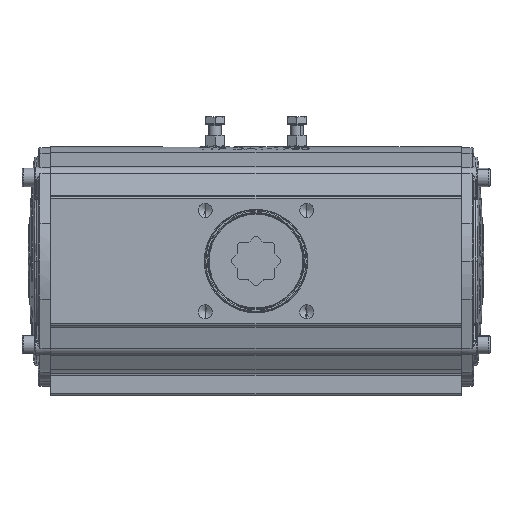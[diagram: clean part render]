
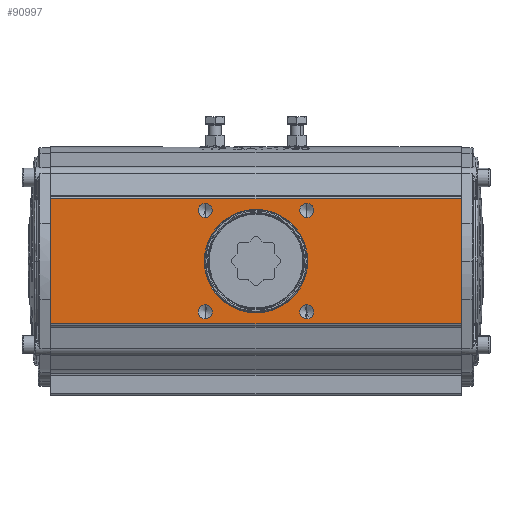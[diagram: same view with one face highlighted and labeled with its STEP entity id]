
A CAD part, front view. The second image highlights one B-rep face of the part: STEP entity #90997.
In plain terms, the highlighted planar face has unit normal (0, -1, 0).
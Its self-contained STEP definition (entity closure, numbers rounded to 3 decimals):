
#2507 = LINE ( 'NONE', #164015, #209078 ) ;
#8239 = FACE_BOUND ( 'NONE', #209948, .T. ) ;
#10497 = FACE_BOUND ( 'NONE', #171233, .T. ) ;
#11057 = ORIENTED_EDGE ( 'NONE', *, *, #160634, .T. ) ;
#13443 = DIRECTION ( 'NONE',  ( 0., 1., 0. ) ) ;
#17361 = VERTEX_POINT ( 'NONE', #135614 ) ;
#17381 = CIRCLE ( 'NONE', #173263, 6.917 ) ;
#21413 = CARTESIAN_POINT ( 'NONE',  ( 49.497, -130., 49.497 ) ) ;
#22051 = CARTESIAN_POINT ( 'NONE',  ( -200.5, -130., 113.925 ) ) ;
#22125 = DIRECTION ( 'NONE',  ( 0., 1., 0. ) ) ;
#26436 = CARTESIAN_POINT ( 'NONE',  ( 49.497, -130., -49.497 ) ) ;
#29971 = CIRCLE ( 'NONE', #134224, 6.917 ) ;
#31959 = EDGE_CURVE ( 'NONE', #116518, #132863, #39278, .T. ) ;
#35014 = CIRCLE ( 'NONE', #164887, 6.917 ) ;
#38848 = DIRECTION ( 'NONE',  ( 0., 0., -1. ) ) ;
#39278 = CIRCLE ( 'NONE', #158008, 50.5 ) ;
#40699 = EDGE_CURVE ( 'NONE', #179494, #202511, #197144, .T. ) ;
#41598 = ORIENTED_EDGE ( 'NONE', *, *, #200004, .F. ) ;
#41915 = EDGE_LOOP ( 'NONE', ( #155778, #11057 ) ) ;
#42532 = DIRECTION ( 'NONE',  ( 0., 0., 1. ) ) ;
#44148 = DIRECTION ( 'NONE',  ( 1., 0., 0. ) ) ;
#45081 = CARTESIAN_POINT ( 'NONE',  ( 49.497, -130., 49.497 ) ) ;
#48349 = DIRECTION ( 'NONE',  ( 0., 0., -1. ) ) ;
#50347 = DIRECTION ( 'NONE',  ( 0., 0., -1. ) ) ;
#51090 = VERTEX_POINT ( 'NONE', #94972 ) ;
#54915 = VECTOR ( 'NONE', #104212, 1000. ) ;
#56960 = DIRECTION ( 'NONE',  ( 0., 0., -1. ) ) ;
#58071 = AXIS2_PLACEMENT_3D ( 'NONE', #89819, #157245, #193266 ) ;
#58558 = VECTOR ( 'NONE', #44148, 1000. ) ;
#61664 = CARTESIAN_POINT ( 'NONE',  ( 200.5, -130., -61. ) ) ;
#62813 = DIRECTION ( 'NONE',  ( 0., -1., 0. ) ) ;
#63387 = DIRECTION ( 'NONE',  ( 0., 1., 0. ) ) ;
#63948 = PLANE ( 'NONE',  #222109 ) ;
#66442 = EDGE_CURVE ( 'NONE', #207902, #17361, #17381, .T. ) ;
#69000 = VECTOR ( 'NONE', #180065, 1000. ) ;
#70084 = DIRECTION ( 'NONE',  ( 0., 1., 0. ) ) ;
#73374 = CARTESIAN_POINT ( 'NONE',  ( 200.5, -130., -61. ) ) ;
#76651 = AXIS2_PLACEMENT_3D ( 'NONE', #190967, #70084, #50347 ) ;
#77393 = CARTESIAN_POINT ( 'NONE',  ( 0., -130., 50.5 ) ) ;
#79091 = FACE_BOUND ( 'NONE', #170391, .T. ) ;
#80304 = CIRCLE ( 'NONE', #58071, 6.917 ) ;
#81992 = ORIENTED_EDGE ( 'NONE', *, *, #167682, .T. ) ;
#82531 = ORIENTED_EDGE ( 'NONE', *, *, #182410, .T. ) ;
#83190 = DIRECTION ( 'NONE',  ( 0., 1., 0. ) ) ;
#84090 = CIRCLE ( 'NONE', #76651, 6.917 ) ;
#85762 = EDGE_LOOP ( 'NONE', ( #106087, #41598, #192620, #86894 ) ) ;
#86890 = EDGE_CURVE ( 'NONE', #208140, #146059, #2507, .T. ) ;
#86894 = ORIENTED_EDGE ( 'NONE', *, *, #86890, .F. ) ;
#89819 = CARTESIAN_POINT ( 'NONE',  ( -49.497, -130., 49.497 ) ) ;
#90487 = EDGE_CURVE ( 'NONE', #219784, #146059, #181676, .T. ) ;
#90997 = ADVANCED_FACE ( 'NONE', ( #8239, #223113, #169681, #79091, #10497, #220842 ), #63948, .T. ) ;
#94972 = CARTESIAN_POINT ( 'NONE',  ( -49.497, -130., -42.58 ) ) ;
#95955 = CARTESIAN_POINT ( 'NONE',  ( 0., -130., 0. ) ) ;
#97362 = DIRECTION ( 'NONE',  ( 0., 0., -1. ) ) ;
#97486 = ORIENTED_EDGE ( 'NONE', *, *, #135227, .T. ) ;
#99844 = LINE ( 'NONE', #118382, #58558 ) ;
#100164 = CARTESIAN_POINT ( 'NONE',  ( 0., -130., -50.5 ) ) ;
#104212 = DIRECTION ( 'NONE',  ( 1., 0., 0. ) ) ;
#104550 = AXIS2_PLACEMENT_3D ( 'NONE', #137743, #83190, #48349 ) ;
#106087 = ORIENTED_EDGE ( 'NONE', *, *, #182937, .F. ) ;
#107769 = AXIS2_PLACEMENT_3D ( 'NONE', #45081, #187927, #97362 ) ;
#115401 = CARTESIAN_POINT ( 'NONE',  ( 49.497, -130., 56.415 ) ) ;
#116518 = VERTEX_POINT ( 'NONE', #100164 ) ;
#118382 = CARTESIAN_POINT ( 'NONE',  ( 0., -130., 61. ) ) ;
#119224 = DIRECTION ( 'NONE',  ( 0., 0., -1. ) ) ;
#130302 = CARTESIAN_POINT ( 'NONE',  ( 49.497, -130., -56.415 ) ) ;
#132138 = DIRECTION ( 'NONE',  ( 0., 1., 0. ) ) ;
#132863 = VERTEX_POINT ( 'NONE', #77393 ) ;
#134224 = AXIS2_PLACEMENT_3D ( 'NONE', #216158, #22125, #56960 ) ;
#134731 = DIRECTION ( 'NONE',  ( 1., 0., 0. ) ) ;
#135227 = EDGE_CURVE ( 'NONE', #140735, #184349, #35014, .T. ) ;
#135614 = CARTESIAN_POINT ( 'NONE',  ( 49.497, -130., -42.58 ) ) ;
#137743 = CARTESIAN_POINT ( 'NONE',  ( 49.497, -130., -49.497 ) ) ;
#140735 = VERTEX_POINT ( 'NONE', #220752 ) ;
#144912 = CARTESIAN_POINT ( 'NONE',  ( 200.5, -130., 61. ) ) ;
#145232 = EDGE_CURVE ( 'NONE', #202511, #179494, #215440, .T. ) ;
#146059 = VERTEX_POINT ( 'NONE', #73374 ) ;
#147421 = EDGE_CURVE ( 'NONE', #188821, #51090, #29971, .T. ) ;
#148873 = AXIS2_PLACEMENT_3D ( 'NONE', #21413, #165454, #38848 ) ;
#155778 = ORIENTED_EDGE ( 'NONE', *, *, #66442, .T. ) ;
#157245 = DIRECTION ( 'NONE',  ( 0., 1., 0. ) ) ;
#158008 = AXIS2_PLACEMENT_3D ( 'NONE', #220511, #132138, #203049 ) ;
#159307 = CARTESIAN_POINT ( 'NONE',  ( -200.5, -130., -61. ) ) ;
#160128 = CIRCLE ( 'NONE', #104550, 6.917 ) ;
#160634 = EDGE_CURVE ( 'NONE', #17361, #207902, #160128, .T. ) ;
#163094 = EDGE_LOOP ( 'NONE', ( #227469, #81992 ) ) ;
#164015 = CARTESIAN_POINT ( 'NONE',  ( 200.5, -130., 113.925 ) ) ;
#164887 = AXIS2_PLACEMENT_3D ( 'NONE', #226068, #13443, #210922 ) ;
#165454 = DIRECTION ( 'NONE',  ( 0., 1., 0. ) ) ;
#167682 = EDGE_CURVE ( 'NONE', #51090, #188821, #84090, .T. ) ;
#167793 = EDGE_CURVE ( 'NONE', #184349, #140735, #80304, .T. ) ;
#169681 = FACE_BOUND ( 'NONE', #163094, .T. ) ;
#170391 = EDGE_LOOP ( 'NONE', ( #212210, #97486 ) ) ;
#171038 = CARTESIAN_POINT ( 'NONE',  ( -200.5, -130., 61. ) ) ;
#171233 = EDGE_LOOP ( 'NONE', ( #82531, #190605 ) ) ;
#173263 = AXIS2_PLACEMENT_3D ( 'NONE', #26436, #207550, #119224 ) ;
#179239 = ORIENTED_EDGE ( 'NONE', *, *, #40699, .T. ) ;
#179494 = VERTEX_POINT ( 'NONE', #115401 ) ;
#180065 = DIRECTION ( 'NONE',  ( 0., 0., 1. ) ) ;
#180270 = DIRECTION ( 'NONE',  ( 0., 0., -1. ) ) ;
#181676 = LINE ( 'NONE', #229673, #54915 ) ;
#182410 = EDGE_CURVE ( 'NONE', #132863, #116518, #203022, .T. ) ;
#182937 = EDGE_CURVE ( 'NONE', #191389, #208140, #99844, .T. ) ;
#184349 = VERTEX_POINT ( 'NONE', #193298 ) ;
#185228 = CARTESIAN_POINT ( 'NONE',  ( -49.497, -130., -56.415 ) ) ;
#187927 = DIRECTION ( 'NONE',  ( 0., 1., 0. ) ) ;
#188821 = VERTEX_POINT ( 'NONE', #185228 ) ;
#190605 = ORIENTED_EDGE ( 'NONE', *, *, #31959, .T. ) ;
#190967 = CARTESIAN_POINT ( 'NONE',  ( -49.497, -130., -49.497 ) ) ;
#191389 = VERTEX_POINT ( 'NONE', #171038 ) ;
#192613 = ORIENTED_EDGE ( 'NONE', *, *, #145232, .T. ) ;
#192620 = ORIENTED_EDGE ( 'NONE', *, *, #90487, .T. ) ;
#193266 = DIRECTION ( 'NONE',  ( 0., 0., -1. ) ) ;
#193298 = CARTESIAN_POINT ( 'NONE',  ( -49.497, -130., 42.58 ) ) ;
#197144 = CIRCLE ( 'NONE', #148873, 6.917 ) ;
#199377 = AXIS2_PLACEMENT_3D ( 'NONE', #95955, #63387, #42532 ) ;
#199777 = LINE ( 'NONE', #22051, #69000 ) ;
#200004 = EDGE_CURVE ( 'NONE', #219784, #191389, #199777, .T. ) ;
#202511 = VERTEX_POINT ( 'NONE', #223763 ) ;
#203022 = CIRCLE ( 'NONE', #199377, 50.5 ) ;
#203049 = DIRECTION ( 'NONE',  ( 0., 0., 1. ) ) ;
#207550 = DIRECTION ( 'NONE',  ( 0., 1., 0. ) ) ;
#207902 = VERTEX_POINT ( 'NONE', #130302 ) ;
#208140 = VERTEX_POINT ( 'NONE', #144912 ) ;
#209078 = VECTOR ( 'NONE', #180270, 1000. ) ;
#209948 = EDGE_LOOP ( 'NONE', ( #192613, #179239 ) ) ;
#210922 = DIRECTION ( 'NONE',  ( 0., 0., -1. ) ) ;
#212210 = ORIENTED_EDGE ( 'NONE', *, *, #167793, .T. ) ;
#215440 = CIRCLE ( 'NONE', #107769, 6.917 ) ;
#216158 = CARTESIAN_POINT ( 'NONE',  ( -49.497, -130., -49.497 ) ) ;
#219784 = VERTEX_POINT ( 'NONE', #159307 ) ;
#220511 = CARTESIAN_POINT ( 'NONE',  ( 0., -130., 0. ) ) ;
#220752 = CARTESIAN_POINT ( 'NONE',  ( -49.497, -130., 56.415 ) ) ;
#220842 = FACE_OUTER_BOUND ( 'NONE', #85762, .T. ) ;
#222109 = AXIS2_PLACEMENT_3D ( 'NONE', #61664, #62813, #134731 ) ;
#223113 = FACE_BOUND ( 'NONE', #41915, .T. ) ;
#223763 = CARTESIAN_POINT ( 'NONE',  ( 49.497, -130., 42.58 ) ) ;
#226068 = CARTESIAN_POINT ( 'NONE',  ( -49.497, -130., 49.497 ) ) ;
#227469 = ORIENTED_EDGE ( 'NONE', *, *, #147421, .T. ) ;
#229673 = CARTESIAN_POINT ( 'NONE',  ( 0., -130., -61. ) ) ;
